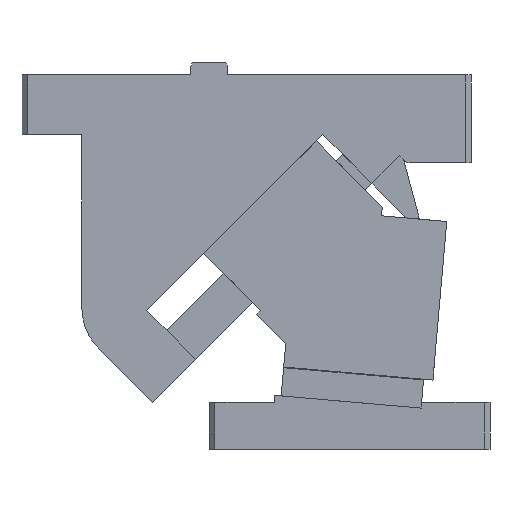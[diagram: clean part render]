
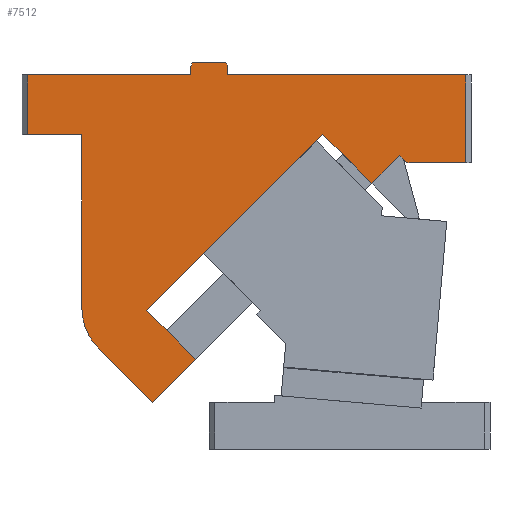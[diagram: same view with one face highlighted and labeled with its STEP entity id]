
A CAD part, front view. The second image highlights one B-rep face of the part: STEP entity #7512.
In plain terms, the highlighted planar face has unit normal (0, -1, 0).
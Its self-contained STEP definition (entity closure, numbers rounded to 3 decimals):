
#4303=CARTESIAN_POINT('Vertex',(-59.213,0.,54.072)) ;
#4338=CARTESIAN_POINT('Vertex',(-30.208,0.,25.067)) ;
#4341=CARTESIAN_POINT('Line Origine',(-44.711,0.,39.569)) ;
#4607=CARTESIAN_POINT('Vertex',(105.609,0.,153.)) ;
#4610=CARTESIAN_POINT('Line Origine',(104.699,0.,153.91)) ;
#4614=CARTESIAN_POINT('Vertex',(103.788,0.,154.821)) ;
#4617=CARTESIAN_POINT('Line Origine',(102.728,0.,155.882)) ;
#4621=CARTESIAN_POINT('Vertex',(101.667,0.,156.942)) ;
#4647=CARTESIAN_POINT('Line Origine',(107.305,0.,153.)) ;
#4651=CARTESIAN_POINT('Vertex',(109.,0.,153.)) ;
#4672=CARTESIAN_POINT('Vertex',(137.,0.,153.)) ;
#4675=CARTESIAN_POINT('Line Origine',(123.,0.,153.)) ;
#4946=CARTESIAN_POINT('Vertex',(137.,0.,200.)) ;
#4949=CARTESIAN_POINT('Line Origine',(137.,0.,184.)) ;
#4953=CARTESIAN_POINT('Vertex',(137.,0.,168.)) ;
#4956=CARTESIAN_POINT('Line Origine',(137.,0.,160.5)) ;
#4979=CARTESIAN_POINT('Vertex',(10.,0.,200.)) ;
#4982=CARTESIAN_POINT('Line Origine',(73.5,0.,200.)) ;
#5214=CARTESIAN_POINT('Line Origine',(10.,0.,202.25)) ;
#5218=CARTESIAN_POINT('Vertex',(10.,0.,204.5)) ;
#5242=CARTESIAN_POINT('Vertex',(8.845,0.,206.5)) ;
#5245=CARTESIAN_POINT('Line Origine',(9.423,0.,205.5)) ;
#5262=CARTESIAN_POINT('Line Origine',(0.,0.,206.5)) ;
#5266=CARTESIAN_POINT('Vertex',(-8.845,0.,206.5)) ;
#5290=CARTESIAN_POINT('Vertex',(-10.,0.,204.5)) ;
#5293=CARTESIAN_POINT('Line Origine',(-9.423,0.,205.5)) ;
#5314=CARTESIAN_POINT('Vertex',(-10.,0.,200.)) ;
#5317=CARTESIAN_POINT('Line Origine',(-10.,0.,202.25)) ;
#5347=CARTESIAN_POINT('Vertex',(-97.,0.,200.)) ;
#5350=CARTESIAN_POINT('Line Origine',(-53.5,0.,200.)) ;
#5832=CARTESIAN_POINT('Vertex',(-68.,0.,168.)) ;
#5835=CARTESIAN_POINT('Line Origine',(-82.5,0.,168.)) ;
#5839=CARTESIAN_POINT('Vertex',(-97.,0.,168.)) ;
#6282=CARTESIAN_POINT('Line Origine',(-97.,0.,184.)) ;
#7214=CARTESIAN_POINT('Line Origine',(94.242,0.,149.518)) ;
#7218=CARTESIAN_POINT('Vertex',(86.818,0.,142.093)) ;
#7283=CARTESIAN_POINT('Vertex',(60.655,0.,168.256)) ;
#7286=CARTESIAN_POINT('Line Origine',(13.632,0.,121.233)) ;
#7290=CARTESIAN_POINT('Vertex',(-33.39,0.,74.211)) ;
#7324=CARTESIAN_POINT('Line Origine',(-20.309,0.,61.129)) ;
#7328=CARTESIAN_POINT('Vertex',(-7.227,0.,48.048)) ;
#7381=CARTESIAN_POINT('Line Origine',(73.736,0.,155.174)) ;
#7439=CARTESIAN_POINT('Vertex',(-68.,0.,75.285)) ;
#7442=CARTESIAN_POINT('Line Origine',(-68.,0.,121.642)) ;
#7466=CARTESIAN_POINT('Axis2P3D Location',(-70.369,0.,182.297)) ;
#7472=CARTESIAN_POINT('Control Point',(-68.,0.,75.285)) ;
#7473=CARTESIAN_POINT('Control Point',(-68.,0.,72.333)) ;
#7474=CARTESIAN_POINT('Control Point',(-67.637,0.,69.382)) ;
#7475=CARTESIAN_POINT('Control Point',(-66.911,0.,66.489)) ;
#7476=CARTESIAN_POINT('Control Point',(-65.196,0.,62.062)) ;
#7477=CARTESIAN_POINT('Control Point',(-62.665,0.,58.072)) ;
#7478=CARTESIAN_POINT('Control Point',(-61.612,0.,56.653)) ;
#7479=CARTESIAN_POINT('Control Point',(-60.458,0.,55.317)) ;
#7480=CARTESIAN_POINT('Control Point',(-59.213,0.,54.072)) ;
#7482=CARTESIAN_POINT('Line Origine',(-18.718,0.,36.557)) ;
#4342=DIRECTION('Vector Direction',(0.707,0.,-0.707)) ;
#4611=DIRECTION('Vector Direction',(0.707,0.,-0.707)) ;
#4618=DIRECTION('Vector Direction',(0.707,0.,-0.707)) ;
#4648=DIRECTION('Vector Direction',(-1.,0.,0.)) ;
#4676=DIRECTION('Vector Direction',(1.,0.,0.)) ;
#4950=DIRECTION('Vector Direction',(0.,0.,-1.)) ;
#4957=DIRECTION('Vector Direction',(0.,0.,-1.)) ;
#4983=DIRECTION('Vector Direction',(1.,0.,0.)) ;
#5215=DIRECTION('Vector Direction',(0.,0.,1.)) ;
#5246=DIRECTION('Vector Direction',(-0.5,0.,0.866)) ;
#5263=DIRECTION('Vector Direction',(-1.,0.,0.)) ;
#5294=DIRECTION('Vector Direction',(0.5,0.,0.866)) ;
#5318=DIRECTION('Vector Direction',(0.,0.,1.)) ;
#5351=DIRECTION('Vector Direction',(1.,0.,0.)) ;
#5836=DIRECTION('Vector Direction',(1.,0.,0.)) ;
#6283=DIRECTION('Vector Direction',(0.,0.,1.)) ;
#7215=DIRECTION('Vector Direction',(0.707,0.,0.707)) ;
#7287=DIRECTION('Vector Direction',(-0.707,0.,-0.707)) ;
#7325=DIRECTION('Vector Direction',(0.707,0.,-0.707)) ;
#7382=DIRECTION('Vector Direction',(-0.707,0.,0.707)) ;
#7443=DIRECTION('Vector Direction',(0.,0.,-1.)) ;
#7467=DIRECTION('Axis2P3D Direction',(0.,-1.,0.)) ;
#7468=DIRECTION('Axis2P3D XDirection',(1.,0.,0.)) ;
#7483=DIRECTION('Vector Direction',(-0.707,0.,-0.707)) ;
#7469=AXIS2_PLACEMENT_3D('Plane Axis2P3D',#7466,#7467,#7468) ;
#7488=ORIENTED_EDGE('',*,*,#5321,.F.) ;
#7489=ORIENTED_EDGE('',*,*,#5354,.F.) ;
#7490=ORIENTED_EDGE('',*,*,#6286,.F.) ;
#7491=ORIENTED_EDGE('',*,*,#5841,.T.) ;
#7492=ORIENTED_EDGE('',*,*,#7446,.T.) ;
#7493=ORIENTED_EDGE('',*,*,#7481,.F.) ;
#7494=ORIENTED_EDGE('',*,*,#4345,.T.) ;
#7495=ORIENTED_EDGE('',*,*,#7486,.F.) ;
#7496=ORIENTED_EDGE('',*,*,#7330,.F.) ;
#7497=ORIENTED_EDGE('',*,*,#7292,.F.) ;
#7498=ORIENTED_EDGE('',*,*,#7385,.F.) ;
#7499=ORIENTED_EDGE('',*,*,#7220,.T.) ;
#7500=ORIENTED_EDGE('',*,*,#4623,.T.) ;
#7501=ORIENTED_EDGE('',*,*,#4616,.T.) ;
#7502=ORIENTED_EDGE('',*,*,#4653,.F.) ;
#7503=ORIENTED_EDGE('',*,*,#4679,.T.) ;
#7504=ORIENTED_EDGE('',*,*,#4960,.F.) ;
#7505=ORIENTED_EDGE('',*,*,#4955,.F.) ;
#7506=ORIENTED_EDGE('',*,*,#4986,.F.) ;
#7507=ORIENTED_EDGE('',*,*,#5220,.T.) ;
#7508=ORIENTED_EDGE('',*,*,#5249,.F.) ;
#7509=ORIENTED_EDGE('',*,*,#5268,.F.) ;
#7510=ORIENTED_EDGE('',*,*,#5297,.F.) ;
#4343=VECTOR('Line Direction',#4342,1.) ;
#4612=VECTOR('Line Direction',#4611,1.) ;
#4619=VECTOR('Line Direction',#4618,1.) ;
#4649=VECTOR('Line Direction',#4648,1.) ;
#4677=VECTOR('Line Direction',#4676,1.) ;
#4951=VECTOR('Line Direction',#4950,1.) ;
#4958=VECTOR('Line Direction',#4957,1.) ;
#4984=VECTOR('Line Direction',#4983,1.) ;
#5216=VECTOR('Line Direction',#5215,1.) ;
#5247=VECTOR('Line Direction',#5246,1.) ;
#5264=VECTOR('Line Direction',#5263,1.) ;
#5295=VECTOR('Line Direction',#5294,1.) ;
#5319=VECTOR('Line Direction',#5318,1.) ;
#5352=VECTOR('Line Direction',#5351,1.) ;
#5837=VECTOR('Line Direction',#5836,1.) ;
#6284=VECTOR('Line Direction',#6283,1.) ;
#7216=VECTOR('Line Direction',#7215,1.) ;
#7288=VECTOR('Line Direction',#7287,1.) ;
#7326=VECTOR('Line Direction',#7325,1.) ;
#7383=VECTOR('Line Direction',#7382,1.) ;
#7444=VECTOR('Line Direction',#7443,1.) ;
#7484=VECTOR('Line Direction',#7483,1.) ;
#7512=ADVANCED_FACE('CAM HOLDER',(#7511),#7470,.T.) ;
#7471=B_SPLINE_CURVE_WITH_KNOTS('',5,(#7472,#7473,#7474,#7475,#7476,#7477,#7478,#7479,#7480),.UNSPECIFIED.,.F.,.U.,(6,3,6),(0.,20.871,33.321),.UNSPECIFIED.) ;
#4345=EDGE_CURVE('',#4304,#4339,#4344,.T.) ;
#4616=EDGE_CURVE('',#4615,#4608,#4613,.T.) ;
#4623=EDGE_CURVE('',#4622,#4615,#4620,.T.) ;
#4653=EDGE_CURVE('',#4652,#4608,#4650,.T.) ;
#4679=EDGE_CURVE('',#4652,#4673,#4678,.T.) ;
#4955=EDGE_CURVE('',#4947,#4954,#4952,.T.) ;
#4960=EDGE_CURVE('',#4954,#4673,#4959,.T.) ;
#4986=EDGE_CURVE('',#4980,#4947,#4985,.T.) ;
#5220=EDGE_CURVE('',#4980,#5219,#5217,.T.) ;
#5249=EDGE_CURVE('',#5243,#5219,#5248,.F.) ;
#5268=EDGE_CURVE('',#5267,#5243,#5265,.F.) ;
#5297=EDGE_CURVE('',#5291,#5267,#5296,.T.) ;
#5321=EDGE_CURVE('',#5315,#5291,#5320,.T.) ;
#5354=EDGE_CURVE('',#5348,#5315,#5353,.T.) ;
#5841=EDGE_CURVE('',#5840,#5833,#5838,.T.) ;
#6286=EDGE_CURVE('',#5840,#5348,#6285,.T.) ;
#7220=EDGE_CURVE('',#7219,#4622,#7217,.T.) ;
#7292=EDGE_CURVE('',#7284,#7291,#7289,.T.) ;
#7330=EDGE_CURVE('',#7291,#7329,#7327,.T.) ;
#7385=EDGE_CURVE('',#7219,#7284,#7384,.T.) ;
#7446=EDGE_CURVE('',#5833,#7440,#7445,.T.) ;
#7481=EDGE_CURVE('',#4304,#7440,#7471,.F.) ;
#7486=EDGE_CURVE('',#7329,#4339,#7485,.T.) ;
#7487=EDGE_LOOP('',(#7488,#7489,#7490,#7491,#7492,#7493,#7494,#7495,#7496,#7497,#7498,#7499,#7500,#7501,#7502,#7503,#7504,#7505,#7506,#7507,#7508,#7509,#7510)) ;
#7511=FACE_OUTER_BOUND('',#7487,.T.) ;
#4344=LINE('Line',#4341,#4343) ;
#4613=LINE('Line',#4610,#4612) ;
#4620=LINE('Line',#4617,#4619) ;
#4650=LINE('Line',#4647,#4649) ;
#4678=LINE('Line',#4675,#4677) ;
#4952=LINE('Line',#4949,#4951) ;
#4959=LINE('Line',#4956,#4958) ;
#4985=LINE('Line',#4982,#4984) ;
#5217=LINE('Line',#5214,#5216) ;
#5248=LINE('Line',#5245,#5247) ;
#5265=LINE('Line',#5262,#5264) ;
#5296=LINE('Line',#5293,#5295) ;
#5320=LINE('Line',#5317,#5319) ;
#5353=LINE('Line',#5350,#5352) ;
#5838=LINE('Line',#5835,#5837) ;
#6285=LINE('Line',#6282,#6284) ;
#7217=LINE('Line',#7214,#7216) ;
#7289=LINE('Line',#7286,#7288) ;
#7327=LINE('Line',#7324,#7326) ;
#7384=LINE('Line',#7381,#7383) ;
#7445=LINE('Line',#7442,#7444) ;
#7485=LINE('Line',#7482,#7484) ;
#7470=PLANE('Plane',#7469) ;
#4304=VERTEX_POINT('',#4303) ;
#4339=VERTEX_POINT('',#4338) ;
#4608=VERTEX_POINT('',#4607) ;
#4615=VERTEX_POINT('',#4614) ;
#4622=VERTEX_POINT('',#4621) ;
#4652=VERTEX_POINT('',#4651) ;
#4673=VERTEX_POINT('',#4672) ;
#4947=VERTEX_POINT('',#4946) ;
#4954=VERTEX_POINT('',#4953) ;
#4980=VERTEX_POINT('',#4979) ;
#5219=VERTEX_POINT('',#5218) ;
#5243=VERTEX_POINT('',#5242) ;
#5267=VERTEX_POINT('',#5266) ;
#5291=VERTEX_POINT('',#5290) ;
#5315=VERTEX_POINT('',#5314) ;
#5348=VERTEX_POINT('',#5347) ;
#5833=VERTEX_POINT('',#5832) ;
#5840=VERTEX_POINT('',#5839) ;
#7219=VERTEX_POINT('',#7218) ;
#7284=VERTEX_POINT('',#7283) ;
#7291=VERTEX_POINT('',#7290) ;
#7329=VERTEX_POINT('',#7328) ;
#7440=VERTEX_POINT('',#7439) ;
